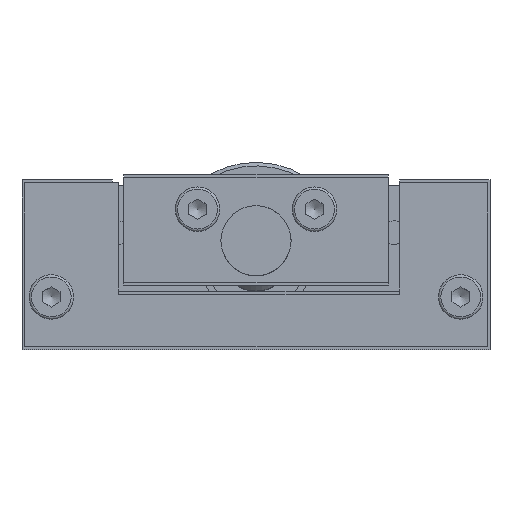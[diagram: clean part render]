
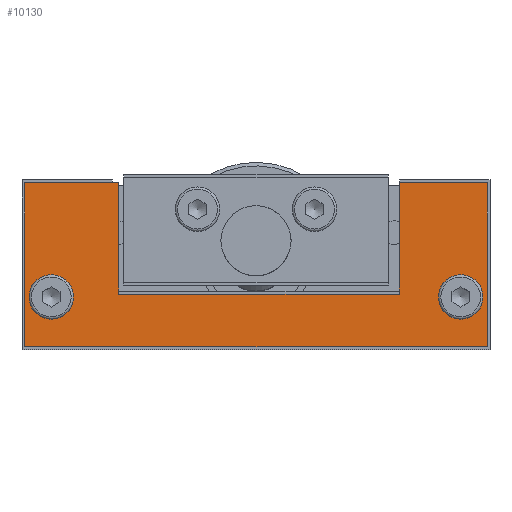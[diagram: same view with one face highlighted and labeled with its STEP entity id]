
A CAD part, front view. The second image highlights one B-rep face of the part: STEP entity #10130.
In plain terms, the highlighted planar face has unit normal (0, -1, 0).
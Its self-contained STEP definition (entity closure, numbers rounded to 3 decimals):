
#432=FACE_BOUND('',#1712,.T.);
#433=FACE_BOUND('',#1713,.T.);
#718=PLANE('',#10799);
#1155=FACE_OUTER_BOUND('',#1711,.T.);
#1711=EDGE_LOOP('',(#8087,#8088,#8089,#8090,#8091,#8092,#8093,#8094));
#1712=EDGE_LOOP('',(#8095,#8096));
#1713=EDGE_LOOP('',(#8097,#8098));
#2532=LINE('',#16388,#3397);
#2536=LINE('',#16396,#3401);
#2539=LINE('',#16402,#3404);
#2542=LINE('',#16407,#3407);
#2546=LINE('',#16414,#3411);
#2549=LINE('',#16420,#3414);
#2553=LINE('',#16426,#3418);
#2556=LINE('',#16431,#3421);
#3397=VECTOR('',#12574,10.);
#3401=VECTOR('',#12580,10.);
#3404=VECTOR('',#12585,10.);
#3407=VECTOR('',#12590,10.);
#3411=VECTOR('',#12596,10.);
#3414=VECTOR('',#12601,10.);
#3418=VECTOR('',#12607,10.);
#3421=VECTOR('',#12612,10.);
#3763=CIRCLE('',#10458,1.9);
#3764=CIRCLE('',#10459,1.9);
#3894=CIRCLE('',#10800,1.9);
#3895=CIRCLE('',#10801,1.9);
#4148=VERTEX_POINT('',#13988);
#4149=VERTEX_POINT('',#13989);
#4656=VERTEX_POINT('',#16386);
#4657=VERTEX_POINT('',#16387);
#4660=VERTEX_POINT('',#16395);
#4662=VERTEX_POINT('',#16401);
#4663=VERTEX_POINT('',#16406);
#4665=VERTEX_POINT('',#16413);
#4667=VERTEX_POINT('',#16419);
#4668=VERTEX_POINT('',#16425);
#4671=VERTEX_POINT('',#16439);
#4672=VERTEX_POINT('',#16440);
#5108=EDGE_CURVE('',#4148,#4149,#3763,.T.);
#5109=EDGE_CURVE('',#4149,#4148,#3764,.T.);
#5864=EDGE_CURVE('',#4656,#4657,#2532,.T.);
#5868=EDGE_CURVE('',#4657,#4660,#2536,.T.);
#5871=EDGE_CURVE('',#4660,#4662,#2539,.T.);
#5874=EDGE_CURVE('',#4662,#4663,#2542,.T.);
#5878=EDGE_CURVE('',#4663,#4665,#2546,.T.);
#5881=EDGE_CURVE('',#4665,#4667,#2549,.T.);
#5885=EDGE_CURVE('',#4667,#4668,#2553,.T.);
#5888=EDGE_CURVE('',#4668,#4656,#2556,.T.);
#5893=EDGE_CURVE('',#4671,#4672,#3894,.T.);
#5894=EDGE_CURVE('',#4672,#4671,#3895,.T.);
#8087=ORIENTED_EDGE('',*,*,#5864,.F.);
#8088=ORIENTED_EDGE('',*,*,#5888,.F.);
#8089=ORIENTED_EDGE('',*,*,#5885,.F.);
#8090=ORIENTED_EDGE('',*,*,#5881,.F.);
#8091=ORIENTED_EDGE('',*,*,#5878,.F.);
#8092=ORIENTED_EDGE('',*,*,#5874,.F.);
#8093=ORIENTED_EDGE('',*,*,#5871,.F.);
#8094=ORIENTED_EDGE('',*,*,#5868,.F.);
#8095=ORIENTED_EDGE('',*,*,#5893,.T.);
#8096=ORIENTED_EDGE('',*,*,#5894,.T.);
#8097=ORIENTED_EDGE('',*,*,#5108,.T.);
#8098=ORIENTED_EDGE('',*,*,#5109,.T.);
#10130=ADVANCED_FACE('',(#1155,#432,#433),#718,.T.);
#10458=AXIS2_PLACEMENT_3D('',#13990,#11427,#11428);
#10459=AXIS2_PLACEMENT_3D('',#13991,#11429,#11430);
#10799=AXIS2_PLACEMENT_3D('',#16438,#12620,#12621);
#10800=AXIS2_PLACEMENT_3D('',#16441,#12622,#12623);
#10801=AXIS2_PLACEMENT_3D('',#16442,#12624,#12625);
#11427=DIRECTION('center_axis',(0.,1.,0.));
#11428=DIRECTION('ref_axis',(-1.,0.,0.));
#11429=DIRECTION('center_axis',(0.,1.,0.));
#11430=DIRECTION('ref_axis',(-1.,0.,0.));
#12574=DIRECTION('',(-1.,0.,0.));
#12580=DIRECTION('',(0.,0.,1.));
#12585=DIRECTION('',(1.,0.,0.));
#12590=DIRECTION('',(0.,0.,-1.));
#12596=DIRECTION('',(1.,0.,0.));
#12601=DIRECTION('',(0.,0.,1.));
#12607=DIRECTION('',(1.,0.,0.));
#12612=DIRECTION('',(0.,0.,-1.));
#12620=DIRECTION('center_axis',(0.,-1.,0.));
#12621=DIRECTION('ref_axis',(1.,0.,0.));
#12622=DIRECTION('center_axis',(0.,1.,0.));
#12623=DIRECTION('ref_axis',(-1.,0.,0.));
#12624=DIRECTION('center_axis',(0.,1.,0.));
#12625=DIRECTION('ref_axis',(-1.,0.,0.));
#13988=CARTESIAN_POINT('',(26.9,-1.,-1.));
#13989=CARTESIAN_POINT('',(30.7,-1.,-1.));
#13990=CARTESIAN_POINT('Origin',(28.8,-1.,-1.));
#13991=CARTESIAN_POINT('Origin',(28.8,-1.,-1.));
#16386=CARTESIAN_POINT('',(31.05,-1.,-5.25));
#16387=CARTESIAN_POINT('',(-8.45,-1.,-5.25));
#16388=CARTESIAN_POINT('',(-8.45,-1.,-5.25));
#16395=CARTESIAN_POINT('',(-8.45,-1.,8.75));
#16396=CARTESIAN_POINT('',(-8.45,-1.,8.75));
#16401=CARTESIAN_POINT('',(-0.45,-1.,8.75));
#16402=CARTESIAN_POINT('',(-0.45,-1.,8.75));
#16406=CARTESIAN_POINT('',(-0.45,-1.,-0.75));
#16407=CARTESIAN_POINT('',(-0.45,-1.,-0.75));
#16413=CARTESIAN_POINT('',(23.55,-1.,-0.75));
#16414=CARTESIAN_POINT('',(23.55,-1.,-0.75));
#16419=CARTESIAN_POINT('',(23.55,-1.,8.75));
#16420=CARTESIAN_POINT('',(23.55,-1.,8.75));
#16425=CARTESIAN_POINT('',(31.05,-1.,8.75));
#16426=CARTESIAN_POINT('',(31.05,-1.,8.75));
#16431=CARTESIAN_POINT('',(31.05,-1.,-5.25));
#16438=CARTESIAN_POINT('Origin',(11.338,-1.,0.28));
#16439=CARTESIAN_POINT('',(-8.1,-1.,-1.));
#16440=CARTESIAN_POINT('',(-4.3,-1.,-1.));
#16441=CARTESIAN_POINT('Origin',(-6.2,-1.,-1.));
#16442=CARTESIAN_POINT('Origin',(-6.2,-1.,-1.));
